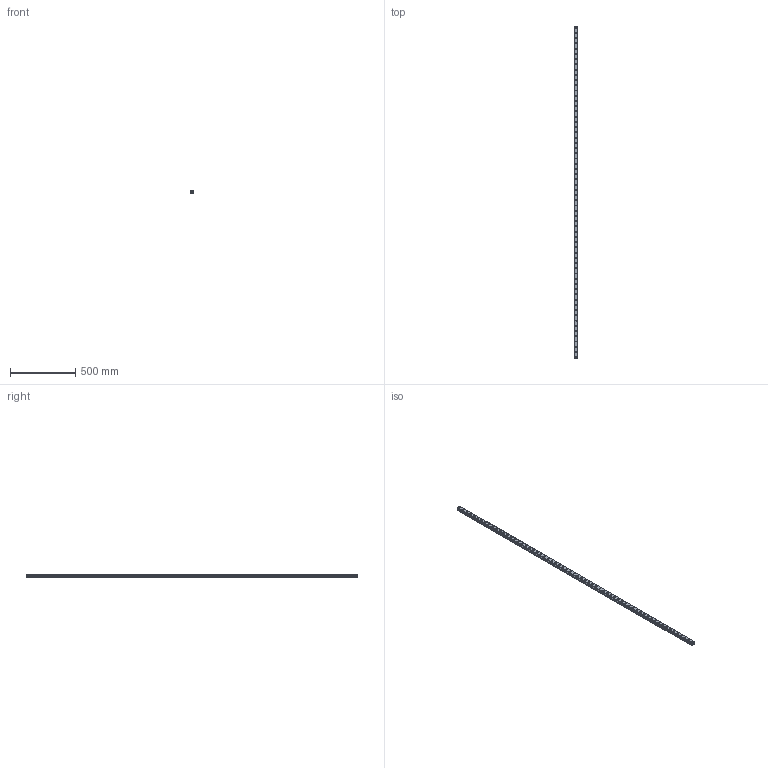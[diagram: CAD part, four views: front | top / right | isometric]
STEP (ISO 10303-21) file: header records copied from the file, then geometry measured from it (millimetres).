
FILE_DESCRIPTION(('STEP AP214'),'1');
FILE_NAME('cctmp_CCDC647A-3A9E-4AD0-86E8-70091EDBB623_2021_03_11_11_49_34_0540..stp','2021-03-11T10:49:34',('HIWIN GmbH'),('CADClick - www.CADClick.com'),'Spatial InterOp 3D',' ','unknown authorization');
FILE_SCHEMA(('AUTOMOTIVE_DESIGN'));
Length unit declared in the file: millimetre
Products named in the file (1): RGR30R2540H_FILE
Bounding box: 28 x 2540 x 28 mm (x, y, z)
Volume: 1456274.3 mm3; surface area: 377477.1 mm2
Topology: 1 solids, 1 shells, 691 faces, 1479 edges, 986 vertices
Faces by surface type: cylinder 402, plane 289
Entity records: 24609 total; most frequent: DIRECTION 3667, CARTESIAN_POINT 3157, ORIENTED_EDGE 2958, AXIS2_PLACEMENT_3D 1496, EDGE_CURVE 1479, VERTEX_POINT 986, EDGE_LOOP 887, CIRCLE 804
